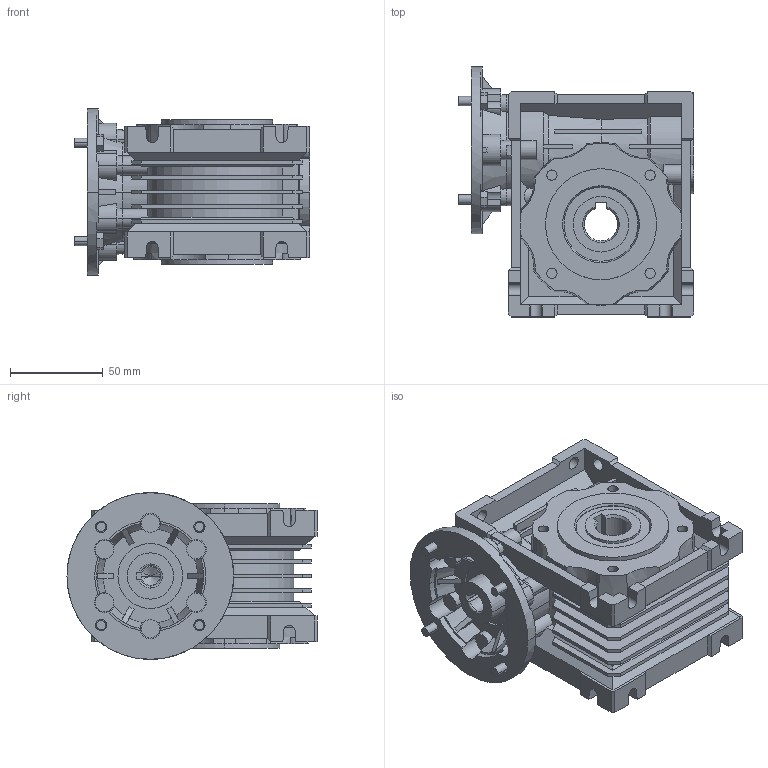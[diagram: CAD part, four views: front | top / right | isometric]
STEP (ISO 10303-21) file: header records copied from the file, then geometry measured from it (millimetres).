
FILE_DESCRIPTION(('OneSpaceDesigner STEP Export'),'2;1');
FILE_NAME('NMRV040_63B14.stp','2007-06-12T16:51:10',(''),(''),'OneSpace Designer STEP processor for AP214 (Solid Model)','OneSpace Designer 14.00A 08-Mar-2006 (C) CoCreate Software GmbH','');
FILE_SCHEMA(('AUTOMOTIVE_DESIGN { 1 0 10303 214 1 1 1 1 }'));
Length unit declared in the file: millimetre
Products named in the file (2): 80557
Assembly tree (1 placements, depth 2):
  80557
    80557
Bounding box: 127 x 135 x 90 mm (x, y, z)
Volume: 653177.7 mm3; surface area: 133704 mm2
Topology: 1 solids, 1 shells, 1151 faces, 3263 edges, 2161 vertices
Faces by surface type: plane 759, cylinder 297, cone 88, torus 7
Entity records: 44510 total; most frequent: CARTESIAN_POINT 8423, ORIENTED_EDGE 6522, DIRECTION 5334, EDGE_CURVE 3261, VERTEX_POINT 2161, VECTOR 2050, LINE 2050, AXIS2_PLACEMENT_3D 1642
